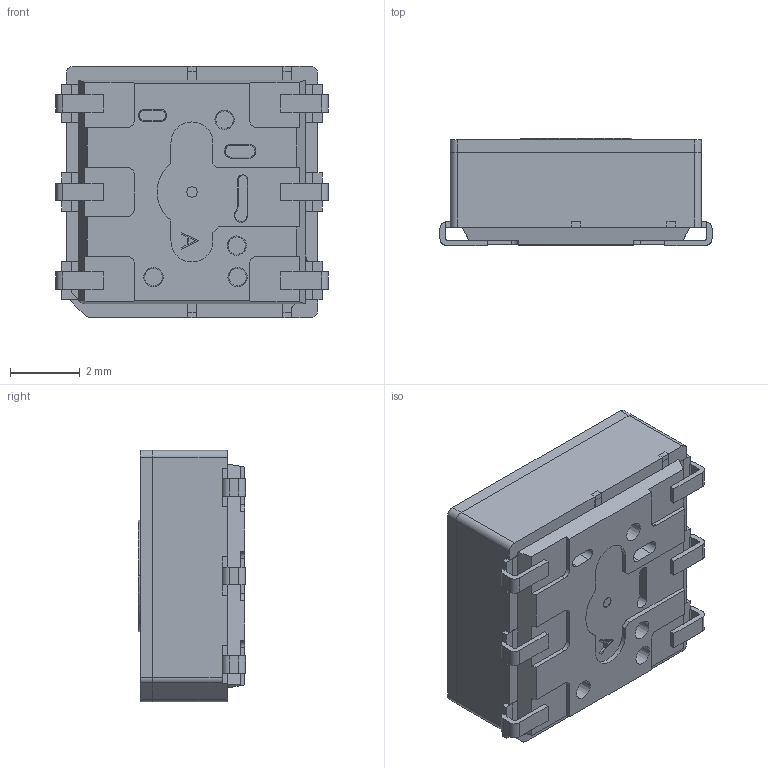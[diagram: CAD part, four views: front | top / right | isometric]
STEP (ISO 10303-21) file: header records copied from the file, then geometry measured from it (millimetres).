
FILE_DESCRIPTION (( 'STEP AP214' ), '1' );
FILE_NAME ('KZxDx16_J_MODEL.STEP', '2020-01-21T04:33:12', ( '' ), ( '' ), 'SwSTEP 2.0', 'SolidWorks 2018', '' );
FILE_SCHEMA (( 'AUTOMOTIVE_DESIGN' ));
Length unit declared in the file: millimetre
Products named in the file (1): KZxDx16_J_MODEL
Bounding box: 7.8 x 3.07 x 7.2 mm (x, y, z)
Volume: 142.6 mm3; surface area: 476.1 mm2
Topology: 4 solids, 4 shells, 836 faces, 2383 edges, 1578 vertices
Faces by surface type: plane 723, cylinder 92, cone 12, bspline 7, torus 2
Entity records: 36203 total; most frequent: CARTESIAN_POINT 4951, ORIENTED_EDGE 4766, DIRECTION 4253, EDGE_CURVE 2383, LINE 2135, VECTOR 2135, VERTEX_POINT 1578, AXIS2_PLACEMENT_3D 1059
